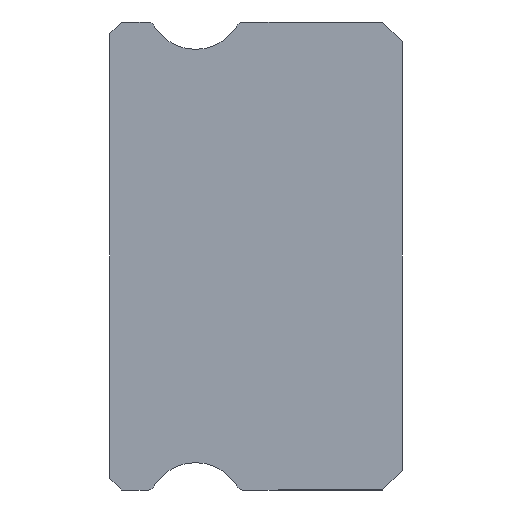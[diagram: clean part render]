
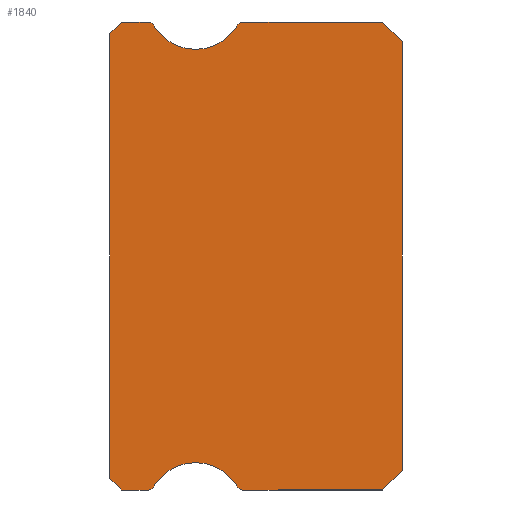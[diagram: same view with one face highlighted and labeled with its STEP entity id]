
A CAD part, left-side view. The second image highlights one B-rep face of the part: STEP entity #1840.
In plain terms, the highlighted planar face has unit normal (-1, 0, 0).
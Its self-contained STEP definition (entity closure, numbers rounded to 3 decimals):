
#48 = ORIENTED_EDGE ( 'NONE', *, *, #841, .F. ) ;
#80 = VERTEX_POINT ( 'NONE', #666 ) ;
#104 = LINE ( 'NONE', #597, #3201 ) ;
#117 = DIRECTION ( 'NONE',  ( 0., 0., -1. ) ) ;
#131 = ORIENTED_EDGE ( 'NONE', *, *, #3159, .T. ) ;
#253 = VECTOR ( 'NONE', #1673, 1000. ) ;
#261 = CARTESIAN_POINT ( 'NONE',  ( -5., 5.3, -6.55 ) ) ;
#266 = CARTESIAN_POINT ( 'NONE',  ( -5., 6.512, 6. ) ) ;
#294 = LINE ( 'NONE', #266, #2788 ) ;
#301 = EDGE_CURVE ( 'NONE', #1561, #2336, #1918, .T. ) ;
#305 = CARTESIAN_POINT ( 'NONE',  ( -5., 4.088, -6. ) ) ;
#313 = CARTESIAN_POINT ( 'NONE',  ( -5., 6.512, -6. ) ) ;
#345 = ORIENTED_EDGE ( 'NONE', *, *, #1346, .F. ) ;
#351 = CARTESIAN_POINT ( 'NONE',  ( -5., 7.2, 6. ) ) ;
#372 = VERTEX_POINT ( 'NONE', #2004 ) ;
#373 = ORIENTED_EDGE ( 'NONE', *, *, #1048, .F. ) ;
#377 = DIRECTION ( 'NONE',  ( -1., 0., 0. ) ) ;
#420 = CARTESIAN_POINT ( 'NONE',  ( -5., 5.3, 5.3 ) ) ;
#478 = ORIENTED_EDGE ( 'NONE', *, *, #2410, .F. ) ;
#482 = CARTESIAN_POINT ( 'NONE',  ( -5., 4.217, 5.925 ) ) ;
#494 = ORIENTED_EDGE ( 'NONE', *, *, #1555, .T. ) ;
#512 = ORIENTED_EDGE ( 'NONE', *, *, #1358, .F. ) ;
#515 = DIRECTION ( 'NONE',  ( 0., 0., 1. ) ) ;
#593 = CARTESIAN_POINT ( 'NONE',  ( -5., 7.2, -6. ) ) ;
#597 = CARTESIAN_POINT ( 'NONE',  ( -5., 0., -5.5 ) ) ;
#605 = VERTEX_POINT ( 'NONE', #482 ) ;
#624 = AXIS2_PLACEMENT_3D ( 'NONE', #261, #2521, #1028 ) ;
#666 = CARTESIAN_POINT ( 'NONE',  ( -5., 7.5, 5.7 ) ) ;
#677 = CIRCLE ( 'NONE', #624, 1.25 ) ;
#721 = CARTESIAN_POINT ( 'NONE',  ( -5., 6.512, 5.85 ) ) ;
#741 = EDGE_CURVE ( 'NONE', #2336, #1408, #677, .T. ) ;
#759 = ORIENTED_EDGE ( 'NONE', *, *, #741, .F. ) ;
#802 = CARTESIAN_POINT ( 'NONE',  ( -5., 6.383, 5.925 ) ) ;
#841 = EDGE_CURVE ( 'NONE', #1690, #1480, #1086, .T. ) ;
#843 = ORIENTED_EDGE ( 'NONE', *, *, #3191, .T. ) ;
#845 = DIRECTION ( 'NONE',  ( 0., -0.707, -0.707 ) ) ;
#900 = DIRECTION ( 'NONE',  ( 0., 0., -1. ) ) ;
#905 = EDGE_CURVE ( 'NONE', #1155, #80, #984, .T. ) ;
#922 = CIRCLE ( 'NONE', #1571, 0.15 ) ;
#946 = CARTESIAN_POINT ( 'NONE',  ( -5., 4.088, -5.85 ) ) ;
#984 = LINE ( 'NONE', #2707, #253 ) ;
#1012 = DIRECTION ( 'NONE',  ( 0., 0., -1. ) ) ;
#1028 = DIRECTION ( 'NONE',  ( 0., 0., -1. ) ) ;
#1035 = DIRECTION ( 'NONE',  ( 0., 0., 1. ) ) ;
#1048 = EDGE_CURVE ( 'NONE', #1408, #1591, #1378, .T. ) ;
#1049 = DIRECTION ( 'NONE',  ( 0., 0., -1. ) ) ;
#1052 = ORIENTED_EDGE ( 'NONE', *, *, #2775, .F. ) ;
#1062 = CARTESIAN_POINT ( 'NONE',  ( -5., 0., 5.5 ) ) ;
#1086 = LINE ( 'NONE', #2419, #1489 ) ;
#1117 = CIRCLE ( 'NONE', #2090, 1.25 ) ;
#1123 = CARTESIAN_POINT ( 'NONE',  ( -5., 5.3, 6.55 ) ) ;
#1138 = CARTESIAN_POINT ( 'NONE',  ( -5., 7.2, -6. ) ) ;
#1155 = VERTEX_POINT ( 'NONE', #351 ) ;
#1157 = AXIS2_PLACEMENT_3D ( 'NONE', #946, #2763, #3275 ) ;
#1181 = DIRECTION ( 'NONE',  ( -1., 0., 0. ) ) ;
#1192 = ORIENTED_EDGE ( 'NONE', *, *, #2672, .F. ) ;
#1250 = EDGE_CURVE ( 'NONE', #2375, #1786, #1117, .T. ) ;
#1346 = EDGE_CURVE ( 'NONE', #605, #2272, #3030, .T. ) ;
#1358 = EDGE_CURVE ( 'NONE', #1786, #605, #2038, .T. ) ;
#1369 = CARTESIAN_POINT ( 'NONE',  ( -5., 6.512, 5.85 ) ) ;
#1378 = CIRCLE ( 'NONE', #2190, 0.15 ) ;
#1400 = DIRECTION ( 'NONE',  ( 1., 0., 0. ) ) ;
#1408 = VERTEX_POINT ( 'NONE', #1587 ) ;
#1458 = CARTESIAN_POINT ( 'NONE',  ( -5., 6.512, 6. ) ) ;
#1480 = VERTEX_POINT ( 'NONE', #2250 ) ;
#1489 = VECTOR ( 'NONE', #3170, 1000. ) ;
#1506 = LINE ( 'NONE', #1765, #2414 ) ;
#1511 = CARTESIAN_POINT ( 'NONE',  ( -5., 4.088, 6. ) ) ;
#1555 = EDGE_CURVE ( 'NONE', #1993, #1591, #2161, .T. ) ;
#1561 = VERTEX_POINT ( 'NONE', #305 ) ;
#1571 = AXIS2_PLACEMENT_3D ( 'NONE', #1369, #1663, #2652 ) ;
#1587 = CARTESIAN_POINT ( 'NONE',  ( -5., 6.383, -5.925 ) ) ;
#1591 = VERTEX_POINT ( 'NONE', #2631 ) ;
#1606 = AXIS2_PLACEMENT_3D ( 'NONE', #2930, #1181, #900 ) ;
#1628 = VERTEX_POINT ( 'NONE', #2890 ) ;
#1658 = VECTOR ( 'NONE', #2647, 1000. ) ;
#1663 = DIRECTION ( 'NONE',  ( 1., 0., 0. ) ) ;
#1673 = DIRECTION ( 'NONE',  ( 0., 0.707, -0.707 ) ) ;
#1679 = CARTESIAN_POINT ( 'NONE',  ( -5., 4.088, 5.85 ) ) ;
#1690 = VERTEX_POINT ( 'NONE', #3234 ) ;
#1699 = VERTEX_POINT ( 'NONE', #1458 ) ;
#1720 = ORIENTED_EDGE ( 'NONE', *, *, #3050, .F. ) ;
#1765 = CARTESIAN_POINT ( 'NONE',  ( -5., 7.5, 5.85 ) ) ;
#1786 = VERTEX_POINT ( 'NONE', #420 ) ;
#1787 = CARTESIAN_POINT ( 'NONE',  ( -5., 7.5, -5.7 ) ) ;
#1794 = PLANE ( 'NONE',  #1926 ) ;
#1803 = DIRECTION ( 'NONE',  ( 1., 0., 0. ) ) ;
#1807 = EDGE_CURVE ( 'NONE', #372, #1480, #3041, .T. ) ;
#1825 = VECTOR ( 'NONE', #1035, 1000. ) ;
#1833 = LINE ( 'NONE', #2832, #1998 ) ;
#1840 = ADVANCED_FACE ( 'NONE', ( #2796 ), #1794, .F. ) ;
#1897 = DIRECTION ( 'NONE',  ( 0., 1., 0. ) ) ;
#1898 = VECTOR ( 'NONE', #2882, 1000. ) ;
#1913 = DIRECTION ( 'NONE',  ( 0., 0., -1. ) ) ;
#1918 = CIRCLE ( 'NONE', #1157, 0.15 ) ;
#1926 = AXIS2_PLACEMENT_3D ( 'NONE', #721, #2564, #1049 ) ;
#1990 = ORIENTED_EDGE ( 'NONE', *, *, #1807, .T. ) ;
#1993 = VERTEX_POINT ( 'NONE', #1138 ) ;
#1998 = VECTOR ( 'NONE', #1897, 1000. ) ;
#2004 = CARTESIAN_POINT ( 'NONE',  ( -5., 0., -5.5 ) ) ;
#2038 = CIRCLE ( 'NONE', #1606, 1.25 ) ;
#2090 = AXIS2_PLACEMENT_3D ( 'NONE', #1123, #377, #1913 ) ;
#2121 = LINE ( 'NONE', #593, #2463 ) ;
#2161 = LINE ( 'NONE', #2598, #1658 ) ;
#2190 = AXIS2_PLACEMENT_3D ( 'NONE', #2752, #1803, #1012 ) ;
#2221 = ORIENTED_EDGE ( 'NONE', *, *, #2548, .F. ) ;
#2250 = CARTESIAN_POINT ( 'NONE',  ( -5., 0., 5.5 ) ) ;
#2254 = ORIENTED_EDGE ( 'NONE', *, *, #905, .T. ) ;
#2272 = VERTEX_POINT ( 'NONE', #1511 ) ;
#2336 = VERTEX_POINT ( 'NONE', #2545 ) ;
#2341 = ORIENTED_EDGE ( 'NONE', *, *, #301, .F. ) ;
#2375 = VERTEX_POINT ( 'NONE', #802 ) ;
#2410 = EDGE_CURVE ( 'NONE', #372, #1628, #104, .T. ) ;
#2414 = VECTOR ( 'NONE', #515, 1000. ) ;
#2419 = CARTESIAN_POINT ( 'NONE',  ( -5., 0.5, 6. ) ) ;
#2463 = VECTOR ( 'NONE', #845, 1000. ) ;
#2521 = DIRECTION ( 'NONE',  ( -1., 0., 0. ) ) ;
#2545 = CARTESIAN_POINT ( 'NONE',  ( -5., 4.217, -5.925 ) ) ;
#2548 = EDGE_CURVE ( 'NONE', #2272, #1690, #294, .T. ) ;
#2564 = DIRECTION ( 'NONE',  ( 1., 0., 0. ) ) ;
#2598 = CARTESIAN_POINT ( 'NONE',  ( -5., 6.512, -6. ) ) ;
#2621 = VERTEX_POINT ( 'NONE', #1787 ) ;
#2626 = DIRECTION ( 'NONE',  ( 0., 0.707, -0.707 ) ) ;
#2631 = CARTESIAN_POINT ( 'NONE',  ( -5., 6.512, -6. ) ) ;
#2647 = DIRECTION ( 'NONE',  ( 0., -1., 0. ) ) ;
#2652 = DIRECTION ( 'NONE',  ( 0., 0., -1. ) ) ;
#2672 = EDGE_CURVE ( 'NONE', #1628, #1561, #2853, .T. ) ;
#2707 = CARTESIAN_POINT ( 'NONE',  ( -5., 7.5, 5.7 ) ) ;
#2752 = CARTESIAN_POINT ( 'NONE',  ( -5., 6.512, -5.85 ) ) ;
#2763 = DIRECTION ( 'NONE',  ( 1., 0., 0. ) ) ;
#2775 = EDGE_CURVE ( 'NONE', #1699, #2375, #922, .T. ) ;
#2779 = EDGE_LOOP ( 'NONE', ( #2254, #1720, #843, #494, #373, #759, #2341, #1192, #478, #1990, #48, #2221, #345, #512, #2876, #1052, #131 ) ) ;
#2788 = VECTOR ( 'NONE', #3280, 1000. ) ;
#2796 = FACE_OUTER_BOUND ( 'NONE', #2779, .T. ) ;
#2832 = CARTESIAN_POINT ( 'NONE',  ( -5., 7.2, 6. ) ) ;
#2853 = LINE ( 'NONE', #313, #1898 ) ;
#2876 = ORIENTED_EDGE ( 'NONE', *, *, #1250, .F. ) ;
#2882 = DIRECTION ( 'NONE',  ( 0., 1., 0. ) ) ;
#2890 = CARTESIAN_POINT ( 'NONE',  ( -5., 0.5, -6. ) ) ;
#2930 = CARTESIAN_POINT ( 'NONE',  ( -5., 5.3, 6.55 ) ) ;
#3030 = CIRCLE ( 'NONE', #3235, 0.15 ) ;
#3041 = LINE ( 'NONE', #1062, #1825 ) ;
#3050 = EDGE_CURVE ( 'NONE', #2621, #80, #1506, .T. ) ;
#3159 = EDGE_CURVE ( 'NONE', #1699, #1155, #1833, .T. ) ;
#3170 = DIRECTION ( 'NONE',  ( 0., -0.707, -0.707 ) ) ;
#3191 = EDGE_CURVE ( 'NONE', #2621, #1993, #2121, .T. ) ;
#3201 = VECTOR ( 'NONE', #2626, 1000. ) ;
#3234 = CARTESIAN_POINT ( 'NONE',  ( -5., 0.5, 6. ) ) ;
#3235 = AXIS2_PLACEMENT_3D ( 'NONE', #1679, #1400, #117 ) ;
#3275 = DIRECTION ( 'NONE',  ( 0., 0., -1. ) ) ;
#3280 = DIRECTION ( 'NONE',  ( 0., -1., 0. ) ) ;
